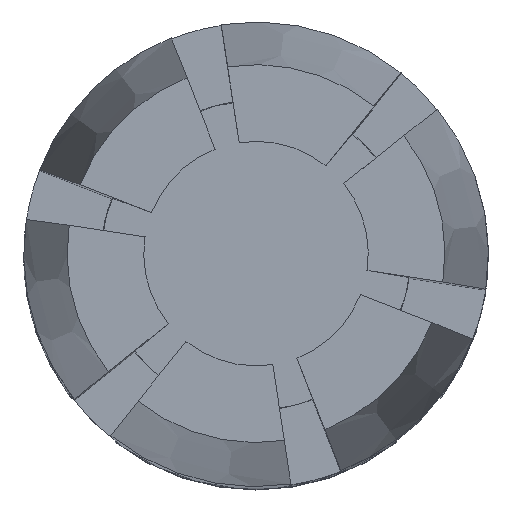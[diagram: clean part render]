
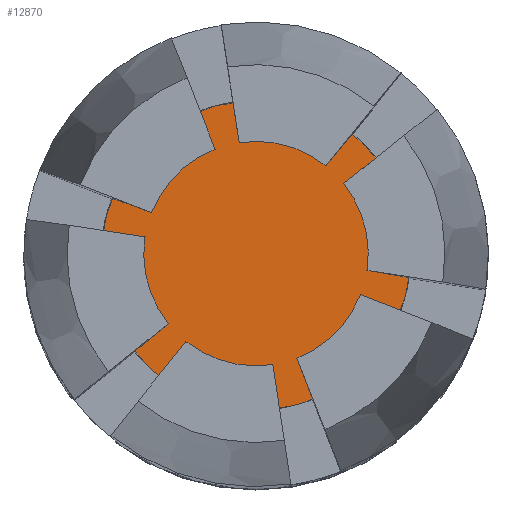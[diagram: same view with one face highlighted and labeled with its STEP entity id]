
A CAD part, top view. The second image highlights one B-rep face of the part: STEP entity #12870.
In plain terms, the highlighted planar face has unit normal (0, 0, 1).
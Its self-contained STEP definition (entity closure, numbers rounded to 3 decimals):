
#10810=CARTESIAN_POINT('',(29.251,42.174,17.));
#10820=VERTEX_POINT('',#10810);
#10850=CARTESIAN_POINT('',(30.751,42.174,17.));
#10860=DIRECTION('',(0.,0.,1.));
#10870=DIRECTION('',(1.,0.,0.));
#10880=AXIS2_PLACEMENT_3D('',#10850,#10860,#10870);
#10890=CIRCLE('',#10880,1.5);
#10900=CARTESIAN_POINT('',(32.251,42.174,17.));
#10910=VERTEX_POINT('',#10900);
#10920=EDGE_CURVE('',#10820,#10910,#10890,.T.);
#12770=CARTESIAN_POINT('',(30.751,42.174,17.));
#12780=DIRECTION('',(-0.,0.,-1.));
#12790=DIRECTION('',(-0.707,-0.707,0.));
#12800=AXIS2_PLACEMENT_3D('',#12770,#12780,#12790);
#12810=PLANE('',#12800);
#12820=ORIENTED_EDGE('',*,*,#10920,.T.);
#12830=EDGE_CURVE('',#10910,#10820,#10890,.T.);
#12840=ORIENTED_EDGE('',*,*,#12830,.T.);
#12850=EDGE_LOOP('',(#12840,#12820));
#12860=FACE_OUTER_BOUND('',#12850,.T.);
#12870=ADVANCED_FACE('',(#12860),#12810,.F.);
